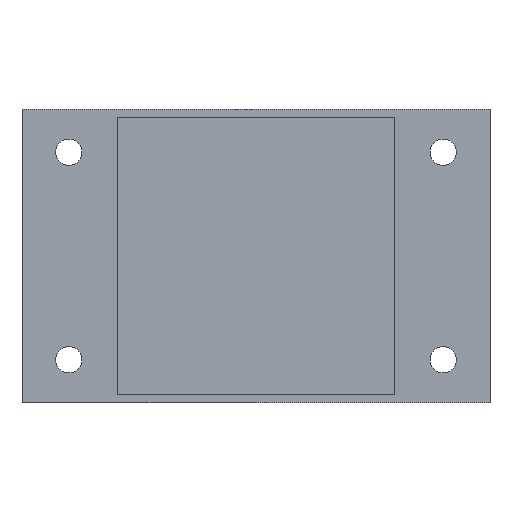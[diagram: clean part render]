
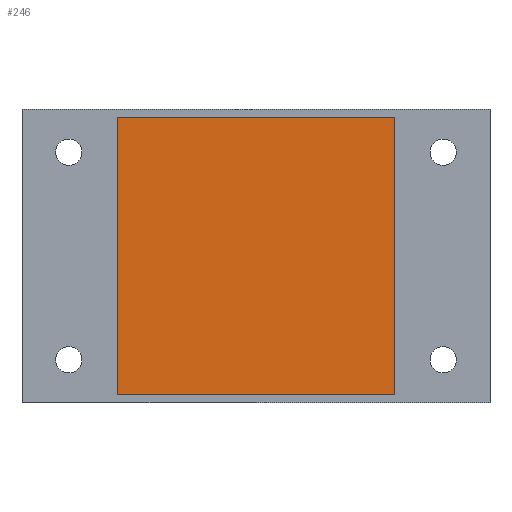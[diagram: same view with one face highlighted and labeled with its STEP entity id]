
A CAD part, front view. The second image highlights one B-rep face of the part: STEP entity #246.
In plain terms, the highlighted planar face has unit normal (0, -1, 0).
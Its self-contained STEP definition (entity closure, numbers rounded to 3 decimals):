
#56 = CARTESIAN_POINT ( 'NONE',  ( 0., 1.35, -17.5 ) ) ;
#65 = DIRECTION ( 'NONE',  ( 1., 0., 0. ) ) ;
#87 = CARTESIAN_POINT ( 'NONE',  ( 0., 1.35, 17.5 ) ) ;
#109 = CARTESIAN_POINT ( 'NONE',  ( 17.5, 1.35, -17.5 ) ) ;
#115 = CARTESIAN_POINT ( 'NONE',  ( -17.5, 1.35, -17.5 ) ) ;
#149 = DIRECTION ( 'NONE',  ( -1., 0., 0. ) ) ;
#196 = CARTESIAN_POINT ( 'NONE',  ( 17.5, 1.35, 17.5 ) ) ;
#246 = ADVANCED_FACE ( 'NONE', ( #1793 ), #1627, .T. ) ;
#424 = AXIS2_PLACEMENT_3D ( 'NONE', #1623, #1629, #1630 ) ;
#497 = EDGE_CURVE ( 'NONE', #1505, #1308, #704, .T. ) ;
#531 = VERTEX_POINT ( 'NONE', #971 ) ;
#534 = EDGE_CURVE ( 'NONE', #531, #1490, #752, .T. ) ;
#538 = EDGE_CURVE ( 'NONE', #1308, #531, #747, .T. ) ;
#570 = EDGE_CURVE ( 'NONE', #1490, #1505, #800, .T. ) ;
#695 = VECTOR ( 'NONE', #890, 1000. ) ;
#704 = LINE ( 'NONE', #893, #695 ) ;
#747 = LINE ( 'NONE', #87, #754 ) ;
#750 = VECTOR ( 'NONE', #908, 1000. ) ;
#752 = LINE ( 'NONE', #1054, #750 ) ;
#754 = VECTOR ( 'NONE', #149, 1000. ) ;
#800 = LINE ( 'NONE', #56, #803 ) ;
#803 = VECTOR ( 'NONE', #65, 1000. ) ;
#890 = DIRECTION ( 'NONE',  ( 0., 0., 1. ) ) ;
#893 = CARTESIAN_POINT ( 'NONE',  ( 17.5, 1.35, 0. ) ) ;
#908 = DIRECTION ( 'NONE',  ( 0., 0., -1. ) ) ;
#971 = CARTESIAN_POINT ( 'NONE',  ( -17.5, 1.35, 17.5 ) ) ;
#1054 = CARTESIAN_POINT ( 'NONE',  ( -17.5, 1.35, 0. ) ) ;
#1146 = EDGE_LOOP ( 'NONE', ( #1336, #1369, #1391, #1495 ) ) ;
#1308 = VERTEX_POINT ( 'NONE', #196 ) ;
#1336 = ORIENTED_EDGE ( 'NONE', *, *, #497, .T. ) ;
#1369 = ORIENTED_EDGE ( 'NONE', *, *, #538, .T. ) ;
#1391 = ORIENTED_EDGE ( 'NONE', *, *, #534, .T. ) ;
#1490 = VERTEX_POINT ( 'NONE', #115 ) ;
#1495 = ORIENTED_EDGE ( 'NONE', *, *, #570, .T. ) ;
#1505 = VERTEX_POINT ( 'NONE', #109 ) ;
#1623 = CARTESIAN_POINT ( 'NONE',  ( -17.5, 1.35, -17.5 ) ) ;
#1627 = PLANE ( 'NONE',  #424 ) ;
#1629 = DIRECTION ( 'NONE',  ( 0., -1., 0. ) ) ;
#1630 = DIRECTION ( 'NONE',  ( 1., 0., 0. ) ) ;
#1793 = FACE_OUTER_BOUND ( 'NONE', #1146, .T. ) ;
